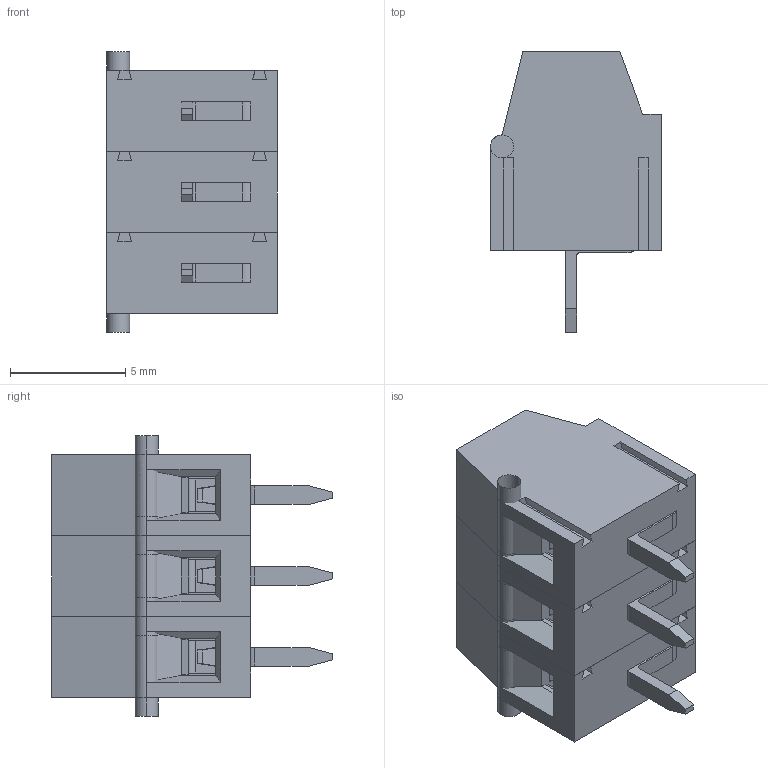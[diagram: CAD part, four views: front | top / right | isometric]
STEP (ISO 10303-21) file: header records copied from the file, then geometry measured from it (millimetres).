
FILE_DESCRIPTION(/* description */ (''),/* implementation_level */ '2;1');
FILE_NAME(/* name */ 'MKDSN-~2',/* time_stamp */ '2018-02-26T16:27:47+03:00',/* author */ (''),/* organization */ (''),/* preprocessor_version */ 'ST-DEVELOPER v15',/* originating_system */ '',/* authorisation */ '');
FILE_SCHEMA (('AUTOMOTIVE_DESIGN'));
Length unit declared in the file: millimetre
Products named in the file (1): Document
Bounding box: 7.4 x 12.15 x 12.13 mm (x, y, z)
Surface area: 1061.3 mm2 (no closed solid volume)
Topology: 0 solids, 18 shells, 351 faces, 1065 edges, 711 vertices
Faces by surface type: plane 303, bspline 48
Entity records: 11032 total; most frequent: CARTESIAN_POINT 4160, ORIENTED_EDGE 1938, EDGE_CURVE 1065, B_SPLINE_CURVE_WITH_KNOTS 957, VERTEX_POINT 711, EDGE_LOOP 360, ADVANCED_FACE 351, FACE_OUTER_BOUND 351
